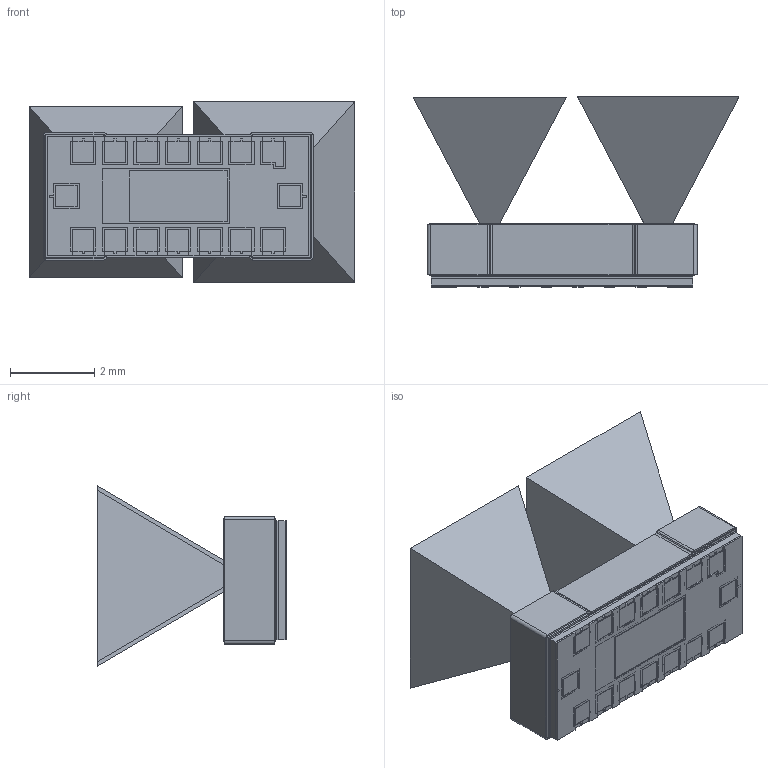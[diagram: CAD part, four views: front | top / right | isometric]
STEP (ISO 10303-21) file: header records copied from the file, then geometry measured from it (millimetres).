
FILE_DESCRIPTION (( 'STEP AP214' ), '1' );
FILE_NAME ('DM00558521 Rev 4.0 - VL53L5 Module Outline with Optical Cones.STEP', '2024-01-08T09:05:12', ( '' ), ( '' ), 'SwSTEP 2.0', 'SolidWorks 2022', '' );
FILE_SCHEMA (( 'AUTOMOTIVE_DESIGN' ));
Length unit declared in the file: millimetre
Products named in the file (3): DM00558521 Rev 4.0 - VL53L5 Module Outline with Optical Cones; VL53L5 Module; VL53L5 Exclusion cones
Assembly tree (2 placements, depth 2):
  DM00558521 Rev 4.0 - VL53L5 Module Outline with Optical Cones
    VL53L5 Module
    VL53L5 Exclusion cones
Bounding box: 7.72 x 4.5 x 4.28 mm (x, y, z)
Volume: 36.7 mm3; surface area: 214.4 mm2
Topology: 2 solids, 40 shells, 403 faces, 1431 edges, 1063 vertices
Faces by surface type: plane 337, cylinder 34, cone 28, bspline 4
Entity records: 19884 total; most frequent: CARTESIAN_POINT 3384, DIRECTION 2330, ORIENTED_EDGE 2239, EDGE_CURVE 1431, VECTOR 1266, LINE 1266, VERTEX_POINT 1063, AXIS2_PLACEMENT_3D 532
